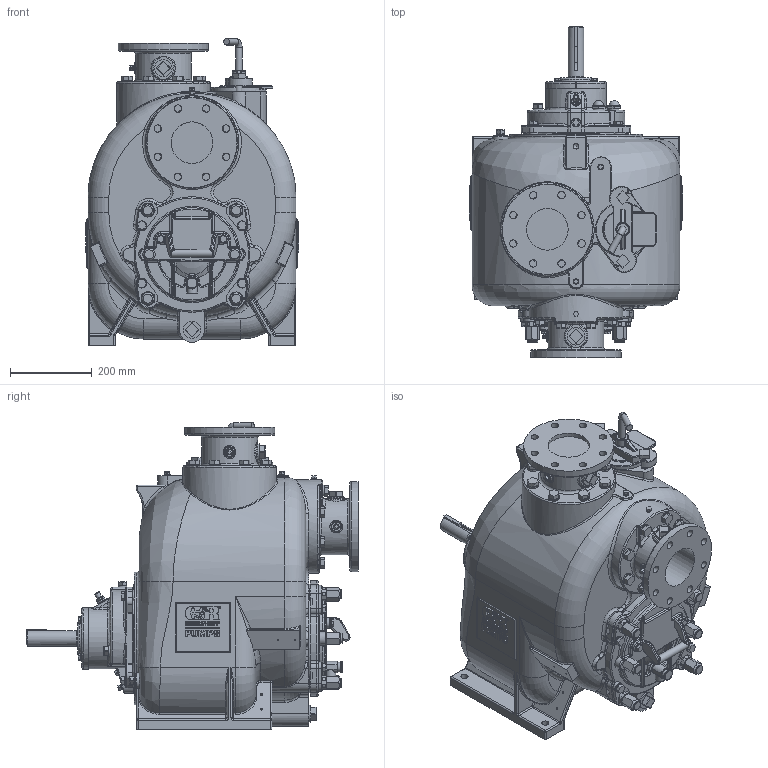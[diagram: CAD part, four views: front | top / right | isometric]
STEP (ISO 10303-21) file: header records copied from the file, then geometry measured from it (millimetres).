
FILE_DESCRIPTION(/* description */ ('Unknown'),/* implementation_level */ '2;1');
FILE_NAME(/* name */ '19020',/* time_stamp */ '2020-10-12T10:23:11-04:00',/* author */ ('Unknown'),/* organization */ ('Unknown'),/* preprocessor_version */ 'ST-DEVELOPER v16.7',/* originating_system */ 'DEX',/* authorisation */ $);
FILE_SCHEMA (('AUTOMOTIVE_DESIGN {1 0 10303 214 3 1 1}'));
Products named in the file (1): 19020
Bounding box: 521.97 x 810.89 x 749.62 mm (x, y, z)
Volume: 117574742.6 mm3; surface area: 2079301 mm2
Topology: 2 solids, 19 shells, 3586 faces, 8836 edges, 5343 vertices
Faces by surface type: plane 1413, cylinder 1031, torus 489, bspline 487, sphere 119, cone 47
Full cylindrical faces by diameter (mm): 2.527 x4, 5.08 x4, 6.35 x1, 6.411 x2, 8.738 x1, 9.058 x2, 9.525 x4, 11.887 x1, 12.7 x5, 13.106 x4, 13.462 x2, 13.492 x1, 15.875 x12, 17.348 x6, 17.462 x4, 18 x16, 19.05 x9, 22.174 x8, 22.225 x6, 22.352 x4, 23.368 x1, 25.4 x5, 27.407 x16, 28.575 x4, 31.75 x2, 38.087 x1, 38.1 x1, 39.675 x1, 82.55 x1, 101.6 x2
Entity records: 151348 total; most frequent: CARTESIAN_POINT 45670, ORIENTED_EDGE 16664, DIRECTION 16644, EDGE_CURVE 8332, AXIS2_PLACEMENT_3D 6345, VERTEX_POINT 5199, FACE_BOUND 4133, EDGE_LOOP 4131
